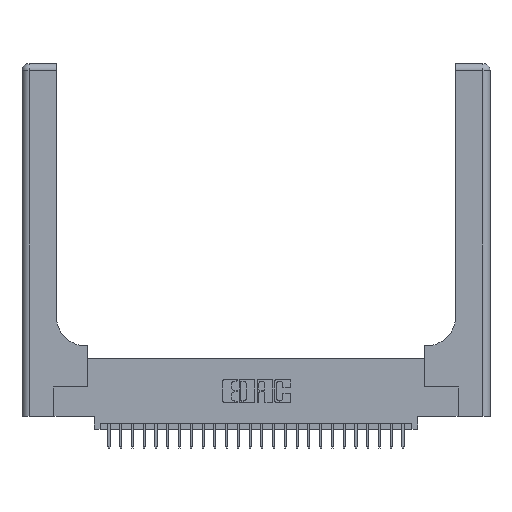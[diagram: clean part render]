
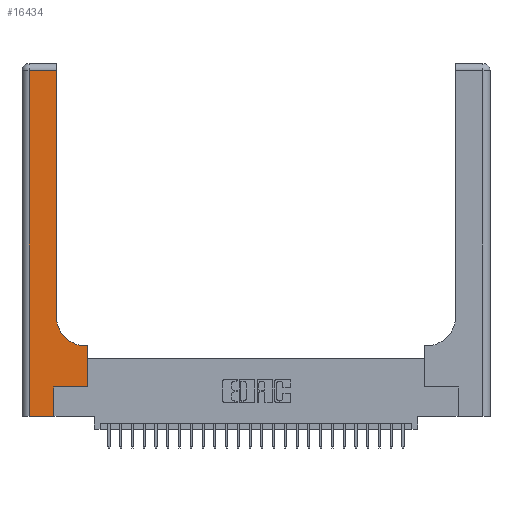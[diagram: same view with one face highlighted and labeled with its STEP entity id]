
A CAD part, top view. The second image highlights one B-rep face of the part: STEP entity #16434.
In plain terms, the highlighted planar face has unit normal (0, 0, 1).
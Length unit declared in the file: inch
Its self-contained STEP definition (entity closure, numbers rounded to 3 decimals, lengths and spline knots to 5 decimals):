
#31 = LINE ( 'NONE', #6354, #11229 ) ;
#47 = CIRCLE ( 'NONE', #25092, 0.25 ) ;
#1026 = LINE ( 'NONE', #1262, #17800 ) ;
#1262 = CARTESIAN_POINT ( 'NONE',  ( 0.2915, 3., 0.37 ) ) ;
#1478 = LINE ( 'NONE', #14942, #23777 ) ;
#1637 = CARTESIAN_POINT ( 'NONE',  ( 0., 3., 0.37 ) ) ;
#1713 = ORIENTED_EDGE ( 'NONE', *, *, #20791, .T. ) ;
#1727 = EDGE_CURVE ( 'NONE', #23050, #11831, #31, .T. ) ;
#1884 = LINE ( 'NONE', #17605, #17945 ) ;
#1994 = VECTOR ( 'NONE', #19451, 39.37008 ) ;
#2087 = LINE ( 'NONE', #18283, #18131 ) ;
#2866 = ORIENTED_EDGE ( 'NONE', *, *, #16476, .T. ) ;
#2890 = EDGE_CURVE ( 'NONE', #24457, #23140, #1026, .T. ) ;
#3211 = CARTESIAN_POINT ( 'NONE',  ( 0.06, 0., 0.37 ) ) ;
#3330 = LINE ( 'NONE', #6695, #8600 ) ;
#3533 = DIRECTION ( 'NONE',  ( 0., 1., 0. ) ) ;
#3689 = CARTESIAN_POINT ( 'NONE',  ( 0.5415, 0.85, 0.37 ) ) ;
#3915 = DIRECTION ( 'NONE',  ( -1., 0., 0. ) ) ;
#5869 = CARTESIAN_POINT ( 'NONE',  ( 0.5415, 0.6, 0.37 ) ) ;
#5943 = DIRECTION ( 'NONE',  ( 1., 0., 0. ) ) ;
#6354 = CARTESIAN_POINT ( 'NONE',  ( 0.5585, 0.25, 0.37 ) ) ;
#6594 = DIRECTION ( 'NONE',  ( -1., 0., 0. ) ) ;
#6603 = CARTESIAN_POINT ( 'NONE',  ( 0.06, 3., 0.37 ) ) ;
#6690 = EDGE_CURVE ( 'NONE', #11831, #21748, #3330, .T. ) ;
#6695 = CARTESIAN_POINT ( 'NONE',  ( 0.2915, 0.6, 0.37 ) ) ;
#7199 = CARTESIAN_POINT ( 'NONE',  ( 0.2915, 2.94, 0.37 ) ) ;
#7297 = ORIENTED_EDGE ( 'NONE', *, *, #8542, .T. ) ;
#7815 = EDGE_LOOP ( 'NONE', ( #14366, #1713, #7297, #9748, #13627, #2866, #23350, #25217, #12481 ) ) ;
#7991 = LINE ( 'NONE', #6603, #1994 ) ;
#8542 = EDGE_CURVE ( 'NONE', #8927, #26978, #7991, .T. ) ;
#8600 = VECTOR ( 'NONE', #6594, 39.37008 ) ;
#8655 = VERTEX_POINT ( 'NONE', #25953 ) ;
#8927 = VERTEX_POINT ( 'NONE', #20986 ) ;
#9714 = DIRECTION ( 'NONE',  ( 0., 1., 0. ) ) ;
#9748 = ORIENTED_EDGE ( 'NONE', *, *, #11090, .T. ) ;
#10683 = EDGE_CURVE ( 'NONE', #8655, #19835, #17326, .T. ) ;
#10818 = DIRECTION ( 'NONE',  ( 0., 1., 0. ) ) ;
#11090 = EDGE_CURVE ( 'NONE', #26978, #8655, #1884, .T. ) ;
#11229 = VECTOR ( 'NONE', #10818, 39.37008 ) ;
#11831 = VERTEX_POINT ( 'NONE', #24137 ) ;
#12481 = ORIENTED_EDGE ( 'NONE', *, *, #16994, .T. ) ;
#12983 = AXIS2_PLACEMENT_3D ( 'NONE', #1637, #16984, #3915 ) ;
#13627 = ORIENTED_EDGE ( 'NONE', *, *, #10683, .T. ) ;
#14013 = FACE_OUTER_BOUND ( 'NONE', #7815, .T. ) ;
#14366 = ORIENTED_EDGE ( 'NONE', *, *, #2890, .T. ) ;
#14942 = CARTESIAN_POINT ( 'NONE',  ( 0.269, 0.25, 0.37 ) ) ;
#16004 = CARTESIAN_POINT ( 'NONE',  ( 0.2915, 0.85, 0.37 ) ) ;
#16434 = ADVANCED_FACE ( 'NONE', ( #14013 ), #21078, .F. ) ;
#16476 = EDGE_CURVE ( 'NONE', #19835, #23050, #1478, .T. ) ;
#16984 = DIRECTION ( 'NONE',  ( 0., 0., -1. ) ) ;
#16994 = EDGE_CURVE ( 'NONE', #21748, #24457, #47, .T. ) ;
#17068 = DIRECTION ( 'NONE',  ( 1., 0., 0. ) ) ;
#17326 = LINE ( 'NONE', #20366, #24183 ) ;
#17605 = CARTESIAN_POINT ( 'NONE',  ( 0., 0., 0.37 ) ) ;
#17800 = VECTOR ( 'NONE', #3533, 39.37008 ) ;
#17945 = VECTOR ( 'NONE', #23893, 39.37008 ) ;
#18131 = VECTOR ( 'NONE', #27078, 39.37008 ) ;
#18283 = CARTESIAN_POINT ( 'NONE',  ( 0., 2.94, 0.37 ) ) ;
#18855 = DIRECTION ( 'NONE',  ( 0., 0., -1. ) ) ;
#19451 = DIRECTION ( 'NONE',  ( 0., -1., 0. ) ) ;
#19624 = CARTESIAN_POINT ( 'NONE',  ( 0.5585, 0.25, 0.37 ) ) ;
#19835 = VERTEX_POINT ( 'NONE', #20990 ) ;
#20366 = CARTESIAN_POINT ( 'NONE',  ( 0.269, 0., 0.37 ) ) ;
#20791 = EDGE_CURVE ( 'NONE', #23140, #8927, #2087, .T. ) ;
#20986 = CARTESIAN_POINT ( 'NONE',  ( 0.06, 2.94, 0.37 ) ) ;
#20990 = CARTESIAN_POINT ( 'NONE',  ( 0.269, 0.25, 0.37 ) ) ;
#21078 = PLANE ( 'NONE',  #12983 ) ;
#21748 = VERTEX_POINT ( 'NONE', #5869 ) ;
#23050 = VERTEX_POINT ( 'NONE', #19624 ) ;
#23140 = VERTEX_POINT ( 'NONE', #7199 ) ;
#23350 = ORIENTED_EDGE ( 'NONE', *, *, #1727, .T. ) ;
#23777 = VECTOR ( 'NONE', #17068, 39.37008 ) ;
#23893 = DIRECTION ( 'NONE',  ( 1., 0., 0. ) ) ;
#24137 = CARTESIAN_POINT ( 'NONE',  ( 0.5585, 0.6, 0.37 ) ) ;
#24183 = VECTOR ( 'NONE', #9714, 39.37008 ) ;
#24457 = VERTEX_POINT ( 'NONE', #16004 ) ;
#25092 = AXIS2_PLACEMENT_3D ( 'NONE', #3689, #18855, #5943 ) ;
#25217 = ORIENTED_EDGE ( 'NONE', *, *, #6690, .T. ) ;
#25953 = CARTESIAN_POINT ( 'NONE',  ( 0.269, 0., 0.37 ) ) ;
#26978 = VERTEX_POINT ( 'NONE', #3211 ) ;
#27078 = DIRECTION ( 'NONE',  ( -1., 0., 0. ) ) ;
